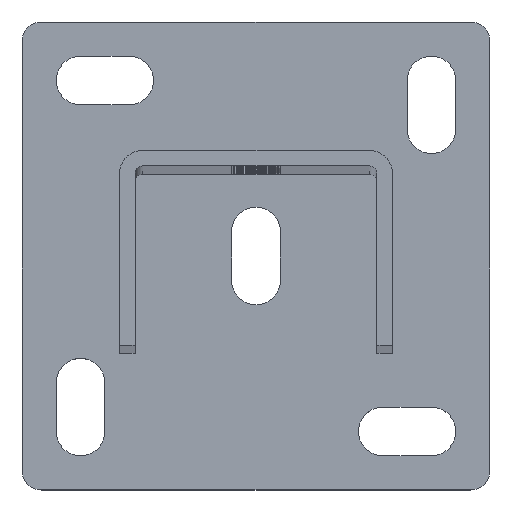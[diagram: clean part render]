
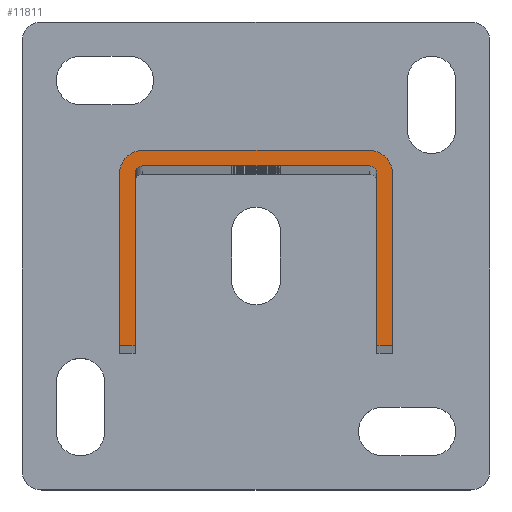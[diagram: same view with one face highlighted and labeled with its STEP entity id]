
A CAD part, top view. The second image highlights one B-rep face of the part: STEP entity #11811.
In plain terms, the highlighted planar face has unit normal (0, 0, 1).
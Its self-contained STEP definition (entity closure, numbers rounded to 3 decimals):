
#218 = EDGE_CURVE ( 'NONE', #4931, #803, #1132, .T. ) ;
#276 = DIRECTION ( 'NONE',  ( 0., 0., -1. ) ) ;
#491 = CARTESIAN_POINT ( 'NONE',  ( -31., -25., 1208. ) ) ;
#508 = VECTOR ( 'NONE', #12493, 1000. ) ;
#766 = EDGE_CURVE ( 'NONE', #2779, #10418, #1611, .T. ) ;
#782 = VERTEX_POINT ( 'NONE', #8492 ) ;
#803 = VERTEX_POINT ( 'NONE', #9269 ) ;
#889 = DIRECTION ( 'NONE',  ( 0., 1., 0. ) ) ;
#1016 = EDGE_CURVE ( 'NONE', #782, #10021, #11363, .T. ) ;
#1119 = DIRECTION ( 'NONE',  ( -1., 0., 0. ) ) ;
#1132 = CIRCLE ( 'NONE', #9121, 6. ) ;
#1539 = DIRECTION ( 'NONE',  ( -1., 0., 0. ) ) ;
#1611 = LINE ( 'NONE', #5974, #9519 ) ;
#2065 = LINE ( 'NONE', #3203, #3094 ) ;
#2263 = CARTESIAN_POINT ( 'NONE',  ( 31., -25., 1208. ) ) ;
#2274 = VECTOR ( 'NONE', #5620, 1000. ) ;
#2347 = CARTESIAN_POINT ( 'NONE',  ( -29., 21., 1208. ) ) ;
#2349 = ORIENTED_EDGE ( 'NONE', *, *, #10154, .F. ) ;
#2420 = LINE ( 'NONE', #491, #12045 ) ;
#2616 = CARTESIAN_POINT ( 'NONE',  ( 29., 19., 1208. ) ) ;
#2617 = EDGE_CURVE ( 'NONE', #10021, #10812, #3773, .T. ) ;
#2647 = CARTESIAN_POINT ( 'NONE',  ( 31., 19., 1208. ) ) ;
#2717 = DIRECTION ( 'NONE',  ( 0., 0., -1. ) ) ;
#2779 = VERTEX_POINT ( 'NONE', #8138 ) ;
#2867 = VECTOR ( 'NONE', #4153, 1000. ) ;
#3094 = VECTOR ( 'NONE', #10701, 1000. ) ;
#3158 = DIRECTION ( 'NONE',  ( 0., 0., -1. ) ) ;
#3163 = LINE ( 'NONE', #14086, #10788 ) ;
#3203 = CARTESIAN_POINT ( 'NONE',  ( -29., 25., 1208. ) ) ;
#3465 = EDGE_CURVE ( 'NONE', #11766, #9234, #3163, .T. ) ;
#3520 = DIRECTION ( 'NONE',  ( 0., 0., -1. ) ) ;
#3658 = CIRCLE ( 'NONE', #10535, 6. ) ;
#3773 = LINE ( 'NONE', #8566, #508 ) ;
#3816 = EDGE_CURVE ( 'NONE', #9234, #8859, #3658, .T. ) ;
#3859 = DIRECTION ( 'NONE',  ( -1., 0., 0. ) ) ;
#4097 = ORIENTED_EDGE ( 'NONE', *, *, #6320, .F. ) ;
#4101 = ORIENTED_EDGE ( 'NONE', *, *, #2617, .T. ) ;
#4153 = DIRECTION ( 'NONE',  ( 0., -1., 0. ) ) ;
#4449 = CARTESIAN_POINT ( 'NONE',  ( -31., -25., 1208. ) ) ;
#4594 = CARTESIAN_POINT ( 'NONE',  ( -29., 19., 1208. ) ) ;
#4829 = CARTESIAN_POINT ( 'NONE',  ( -35., -25., 1208. ) ) ;
#4931 = VERTEX_POINT ( 'NONE', #6932 ) ;
#5294 = ORIENTED_EDGE ( 'NONE', *, *, #12978, .T. ) ;
#5421 = EDGE_LOOP ( 'NONE', ( #12739, #8677, #13532, #7684, #4097, #9534, #13909, #2349, #5294, #11309, #4101, #5577 ) ) ;
#5484 = CARTESIAN_POINT ( 'NONE',  ( -29., 25., 1208. ) ) ;
#5577 = ORIENTED_EDGE ( 'NONE', *, *, #8228, .T. ) ;
#5620 = DIRECTION ( 'NONE',  ( 0., -1., 0. ) ) ;
#5965 = FACE_OUTER_BOUND ( 'NONE', #5421, .T. ) ;
#5974 = CARTESIAN_POINT ( 'NONE',  ( 35., -25., 1208. ) ) ;
#6320 = EDGE_CURVE ( 'NONE', #8859, #4931, #2065, .T. ) ;
#6352 = DIRECTION ( 'NONE',  ( 0., 1., 0. ) ) ;
#6483 = CARTESIAN_POINT ( 'NONE',  ( 29., 19., 1208. ) ) ;
#6664 = CARTESIAN_POINT ( 'NONE',  ( 29., 19., 1208. ) ) ;
#6932 = CARTESIAN_POINT ( 'NONE',  ( 29., 25., 1208. ) ) ;
#7487 = DIRECTION ( 'NONE',  ( 0., 0., -1. ) ) ;
#7684 = ORIENTED_EDGE ( 'NONE', *, *, #218, .F. ) ;
#7704 = LINE ( 'NONE', #11052, #2274 ) ;
#7899 = DIRECTION ( 'NONE',  ( 1., 0., 0. ) ) ;
#8138 = CARTESIAN_POINT ( 'NONE',  ( 35., -25., 1208. ) ) ;
#8228 = EDGE_CURVE ( 'NONE', #10812, #12789, #8532, .T. ) ;
#8486 = CARTESIAN_POINT ( 'NONE',  ( -35., 19., 1208. ) ) ;
#8492 = CARTESIAN_POINT ( 'NONE',  ( -31., 19., 1208. ) ) ;
#8532 = CIRCLE ( 'NONE', #12171, 2. ) ;
#8566 = CARTESIAN_POINT ( 'NONE',  ( -29., 21., 1208. ) ) ;
#8657 = CARTESIAN_POINT ( 'NONE',  ( -31., -25., 1208. ) ) ;
#8677 = ORIENTED_EDGE ( 'NONE', *, *, #766, .F. ) ;
#8859 = VERTEX_POINT ( 'NONE', #5484 ) ;
#9121 = AXIS2_PLACEMENT_3D ( 'NONE', #6483, #7487, #1119 ) ;
#9234 = VERTEX_POINT ( 'NONE', #8486 ) ;
#9269 = CARTESIAN_POINT ( 'NONE',  ( 35., 19., 1208. ) ) ;
#9519 = VECTOR ( 'NONE', #10325, 1000. ) ;
#9534 = ORIENTED_EDGE ( 'NONE', *, *, #3816, .F. ) ;
#9712 = LINE ( 'NONE', #8657, #13019 ) ;
#9804 = DIRECTION ( 'NONE',  ( 1., 0., 0. ) ) ;
#10021 = VERTEX_POINT ( 'NONE', #2347 ) ;
#10040 = PLANE ( 'NONE',  #13442 ) ;
#10154 = EDGE_CURVE ( 'NONE', #13736, #11766, #2420, .T. ) ;
#10216 = AXIS2_PLACEMENT_3D ( 'NONE', #4594, #3520, #7899 ) ;
#10325 = DIRECTION ( 'NONE',  ( -1., 0., 0. ) ) ;
#10418 = VERTEX_POINT ( 'NONE', #2263 ) ;
#10428 = CARTESIAN_POINT ( 'NONE',  ( -29., 19., 1208. ) ) ;
#10535 = AXIS2_PLACEMENT_3D ( 'NONE', #10428, #2717, #3859 ) ;
#10674 = CARTESIAN_POINT ( 'NONE',  ( 29., 21., 1208. ) ) ;
#10701 = DIRECTION ( 'NONE',  ( 1., 0., 0. ) ) ;
#10788 = VECTOR ( 'NONE', #889, 1000. ) ;
#10812 = VERTEX_POINT ( 'NONE', #10674 ) ;
#11052 = CARTESIAN_POINT ( 'NONE',  ( 35., 19., 1208. ) ) ;
#11202 = DIRECTION ( 'NONE',  ( -1., 0., 0. ) ) ;
#11233 = EDGE_CURVE ( 'NONE', #12789, #10418, #14007, .T. ) ;
#11309 = ORIENTED_EDGE ( 'NONE', *, *, #1016, .T. ) ;
#11363 = CIRCLE ( 'NONE', #10216, 2. ) ;
#11750 = EDGE_CURVE ( 'NONE', #803, #2779, #7704, .T. ) ;
#11766 = VERTEX_POINT ( 'NONE', #4829 ) ;
#11811 = ADVANCED_FACE ( 'NONE', ( #5965 ), #10040, .F. ) ;
#12045 = VECTOR ( 'NONE', #11202, 1000. ) ;
#12171 = AXIS2_PLACEMENT_3D ( 'NONE', #6664, #3158, #9804 ) ;
#12493 = DIRECTION ( 'NONE',  ( 1., 0., 0. ) ) ;
#12739 = ORIENTED_EDGE ( 'NONE', *, *, #11233, .T. ) ;
#12789 = VERTEX_POINT ( 'NONE', #2647 ) ;
#12978 = EDGE_CURVE ( 'NONE', #13736, #782, #9712, .T. ) ;
#13005 = CARTESIAN_POINT ( 'NONE',  ( 31., 19., 1208. ) ) ;
#13019 = VECTOR ( 'NONE', #6352, 1000. ) ;
#13442 = AXIS2_PLACEMENT_3D ( 'NONE', #2616, #276, #1539 ) ;
#13532 = ORIENTED_EDGE ( 'NONE', *, *, #11750, .F. ) ;
#13736 = VERTEX_POINT ( 'NONE', #4449 ) ;
#13909 = ORIENTED_EDGE ( 'NONE', *, *, #3465, .F. ) ;
#14007 = LINE ( 'NONE', #13005, #2867 ) ;
#14086 = CARTESIAN_POINT ( 'NONE',  ( -35., -25., 1208. ) ) ;
